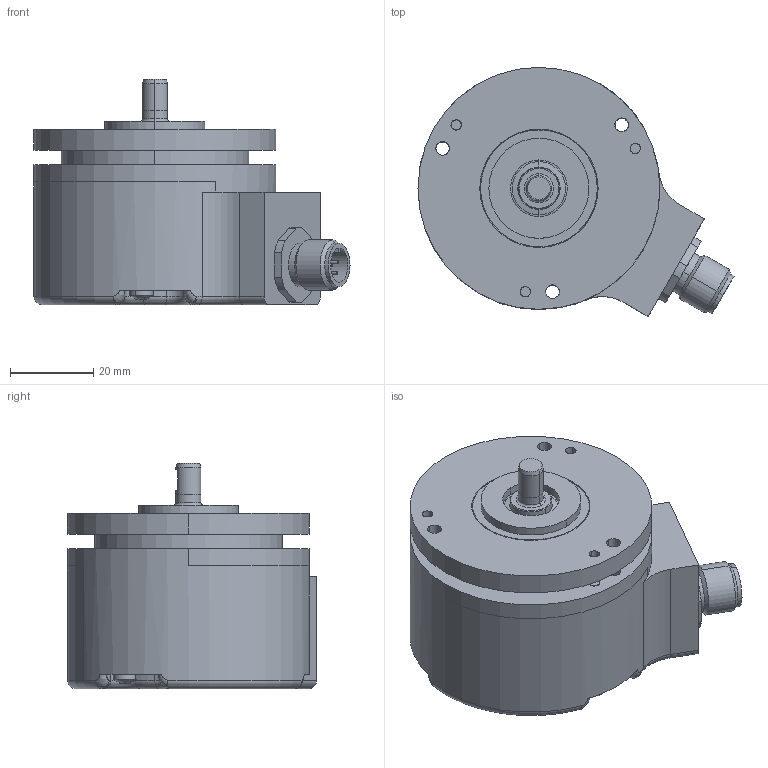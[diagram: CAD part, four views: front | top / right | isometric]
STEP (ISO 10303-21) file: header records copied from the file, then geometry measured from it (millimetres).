
FILE_DESCRIPTION((''),'2;1');
FILE_NAME('549767','2010-11-10T',('se2802'),(''),'PRO/ENGINEER BY PARAMETRIC TECHNOLOGY CORPORATION, 2010180','PRO/ENGINEER BY PARAMETRIC TECHNOLOGY CORPORATION, 2010180','');
FILE_SCHEMA(('CONFIG_CONTROL_DESIGN'));
Length unit declared in the file: millimetre
Products named in the file (1): 549767
Bounding box: 75.77 x 59.69 x 54 mm (x, y, z)
Volume: 70392.1 mm3; surface area: 37738.1 mm2
Topology: 2 solids, 4 shells, 1256 faces, 3458 edges, 2254 vertices
Faces by surface type: cylinder 422, plane 361, extrusion 324, torus 73, cone 58, sphere 12, bspline 6
Entity records: 45865 total; most frequent: CARTESIAN_POINT 14415, ORIENTED_EDGE 6912, DIRECTION 5927, EDGE_CURVE 3456, VERTEX_POINT 2254, AXIS2_PLACEMENT_3D 2134, VECTOR 1659, EDGE_LOOP 1382
